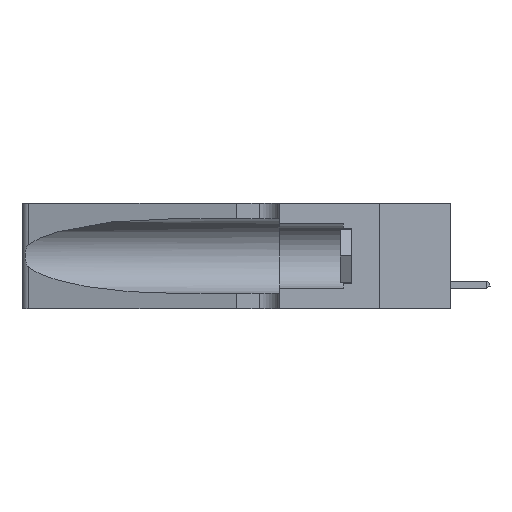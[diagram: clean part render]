
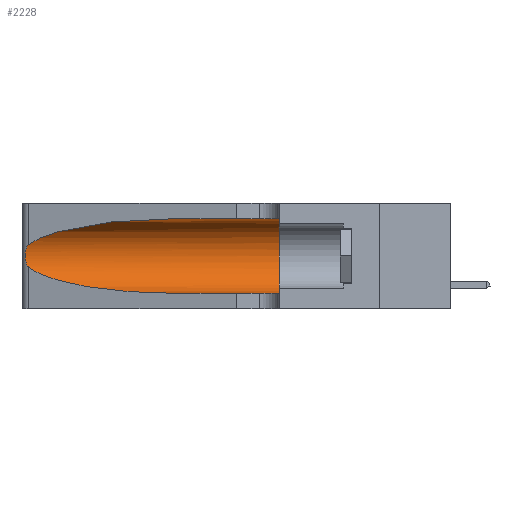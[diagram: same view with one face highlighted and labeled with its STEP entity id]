
A CAD part, left-side view. The second image highlights one B-rep face of the part: STEP entity #2228.
In plain terms, the highlighted cylindrical face has radius 3.308 mm (diameter 6.617 mm), a partial arc.
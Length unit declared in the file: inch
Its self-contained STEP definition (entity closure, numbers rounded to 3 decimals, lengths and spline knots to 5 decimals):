
#450 = CARTESIAN_POINT ( 'NONE',  ( 0.2373, 1.15595, 0.28018 ) ) ;
#519 = DIRECTION ( 'NONE',  ( 0., 0., 1. ) ) ;
#658 = CARTESIAN_POINT ( 'NONE',  ( 0.1305, 0.35, 0.31525 ) ) ;
#670 = EDGE_CURVE ( 'NONE', #15485, #37329, #20434, .T. ) ;
#705 = CARTESIAN_POINT ( 'NONE',  ( 0.2373, 1.15595, 0.08982 ) ) ;
#2228 = ADVANCED_FACE ( 'NONE', ( #35953 ), #35478, .F. ) ;
#3087 = CARTESIAN_POINT ( 'NONE',  ( 0.1305, 0.72297, 0.05475 ) ) ;
#3348 = DIRECTION ( 'NONE',  ( 0., 1., 0. ) ) ;
#4464 = CARTESIAN_POINT ( 'NONE',  ( 0.25854, 1.2359, 0.20912 ) ) ;
#5963 = VERTEX_POINT ( 'NONE', #36319 ) ;
#7050 = CARTESIAN_POINT ( 'NONE',  ( 0.1305, 0.72297, 0.05475 ) ) ;
#7474 = CARTESIAN_POINT ( 'NONE',  ( 0.26017, 1.23833, 0.17102 ) ) ;
#7854 = CARTESIAN_POINT ( 'NONE',  ( 0.25639, 1.23186, 0.15144 ) ) ;
#9037 = CARTESIAN_POINT ( 'NONE',  ( 0.25487, 1.22718, 0.14631 ) ) ;
#9149 = CARTESIAN_POINT ( 'NONE',  ( 0.1305, 0.35, 0.185 ) ) ;
#9594 = LINE ( 'NONE', #24078, #18365 ) ;
#10095 = CARTESIAN_POINT ( 'NONE',  ( 0.26075, 1.23896, 0.19203 ) ) ;
#10223 = CARTESIAN_POINT ( 'NONE',  ( 0.25639, 1.23184, 0.21858 ) ) ;
#11716 = DIRECTION ( 'NONE',  ( 0., -1., 0. ) ) ;
#12303 = VECTOR ( 'NONE', #17964, 39.37008 ) ;
#12492 = ORIENTED_EDGE ( 'NONE', *, *, #670, .F. ) ;
#13297 = CARTESIAN_POINT ( 'NONE',  ( 0.25789, 1.23486, 0.15765 ) ) ;
#14852 = AXIS2_PLACEMENT_3D ( 'NONE', #9149, #3348, #519 ) ;
#15093 = CARTESIAN_POINT ( 'NONE',  ( 0.25487, 1.22718, 0.22369 ) ) ;
#15333 = CARTESIAN_POINT ( 'NONE',  ( 0.25487, 1.22718, 0.14631 ) ) ;
#15485 = VERTEX_POINT ( 'NONE', #658 ) ;
#15731 = CARTESIAN_POINT ( 'NONE',  ( 0.26018, 1.23835, 0.19895 ) ) ;
#16643 = CARTESIAN_POINT ( 'NONE',  ( 0.25555, 1.22993, 0.14849 ) ) ;
#16780 = CARTESIAN_POINT ( 'NONE',  ( 0.25487, 1.22718, 0.14631 ) ) ;
#16793 =( BOUNDED_CURVE ( )  B_SPLINE_CURVE ( 3, ( #29086, #31881, #450, #15093 ),
 .UNSPECIFIED., .F., .F. ) 
 B_SPLINE_CURVE_WITH_KNOTS ( ( 4, 4 ),
 ( 1.5708, 2.84003 ),
 .UNSPECIFIED. ) 
 CURVE ( )  GEOMETRIC_REPRESENTATION_ITEM ( )  RATIONAL_B_SPLINE_CURVE ( ( 1., 0.87, 0.87, 1. ) ) 
 REPRESENTATION_ITEM ( '' )  );
#17642 = DIRECTION ( 'NONE',  ( 0., 0., -1. ) ) ;
#17964 = DIRECTION ( 'NONE',  ( 0., -1., 0. ) ) ;
#18365 = VECTOR ( 'NONE', #26151, 39.37008 ) ;
#19169 = ORIENTED_EDGE ( 'NONE', *, *, #22135, .T. ) ;
#19235 = EDGE_CURVE ( 'NONE', #5963, #15485, #9594, .T. ) ;
#20434 = CIRCLE ( 'NONE', #14852, 0.13025 ) ;
#20604 = AXIS2_PLACEMENT_3D ( 'NONE', #26308, #11716, #17642 ) ;
#21786 = ORIENTED_EDGE ( 'NONE', *, *, #19235, .F. ) ;
#21831 = CARTESIAN_POINT ( 'NONE',  ( 0.25787, 1.23484, 0.2124 ) ) ;
#22105 = CARTESIAN_POINT ( 'NONE',  ( 0.25487, 1.22718, 0.22369 ) ) ;
#22135 = EDGE_CURVE ( 'NONE', #36066, #37316, #31680, .T. ) ;
#24078 = CARTESIAN_POINT ( 'NONE',  ( 0.1305, 1.61858, 0.31525 ) ) ;
#24318 = LINE ( 'NONE', #35595, #12303 ) ;
#25082 = CARTESIAN_POINT ( 'NONE',  ( 0.26075, 1.23896, 0.178 ) ) ;
#26151 = DIRECTION ( 'NONE',  ( 0., -1., 0. ) ) ;
#26308 = CARTESIAN_POINT ( 'NONE',  ( 0.1305, 1.61858, 0.185 ) ) ;
#26762 = CARTESIAN_POINT ( 'NONE',  ( 0.25487, 1.22718, 0.22369 ) ) ;
#27754 = CARTESIAN_POINT ( 'NONE',  ( 0.25555, 1.22994, 0.2215 ) ) ;
#27890 = ORIENTED_EDGE ( 'NONE', *, *, #34677, .T. ) ;
#29086 = CARTESIAN_POINT ( 'NONE',  ( 0.1305, 0.72297, 0.31525 ) ) ;
#29483 = EDGE_CURVE ( 'NONE', #37316, #32166, #34509, .T. ) ;
#30163 = CARTESIAN_POINT ( 'NONE',  ( 0.18966, 0.96281, 0.05475 ) ) ;
#30944 = CARTESIAN_POINT ( 'NONE',  ( 0.25856, 1.23593, 0.16098 ) ) ;
#31680 = B_SPLINE_CURVE_WITH_KNOTS ( 'NONE', 3,
 ( #22105, #27754, #10223, #21831, #4464, #15731, #10095, #25082, #7474, #30944, #13297, #7854, #16643, #16780 ),
 .UNSPECIFIED., .F., .F.,
 ( 4, 2, 2, 2, 2, 2, 4 ),
 ( 0., 0.00027, 0.00053, 0.00107, 0.0016, 0.00187, 0.00214 ),
 .UNSPECIFIED. ) ;
#31881 = CARTESIAN_POINT ( 'NONE',  ( 0.18966, 0.96281, 0.31525 ) ) ;
#32084 = CARTESIAN_POINT ( 'NONE',  ( 0.1305, 0.35, 0.05475 ) ) ;
#32166 = VERTEX_POINT ( 'NONE', #3087 ) ;
#32981 = ORIENTED_EDGE ( 'NONE', *, *, #36685, .T. ) ;
#34509 =( BOUNDED_CURVE ( )  B_SPLINE_CURVE ( 3, ( #15333, #705, #30163, #7050 ),
 .UNSPECIFIED., .F., .T. ) 
 B_SPLINE_CURVE_WITH_KNOTS ( ( 4, 4 ),
 ( 3.44316, 4.71239 ),
 .UNSPECIFIED. ) 
 CURVE ( )  GEOMETRIC_REPRESENTATION_ITEM ( )  RATIONAL_B_SPLINE_CURVE ( ( 1., 0.87, 0.87, 1. ) ) 
 REPRESENTATION_ITEM ( '' )  );
#34677 = EDGE_CURVE ( 'NONE', #32166, #37329, #24318, .T. ) ;
#35478 = CYLINDRICAL_SURFACE ( 'NONE', #20604, 0.13025 ) ;
#35595 = CARTESIAN_POINT ( 'NONE',  ( 0.1305, 1.61858, 0.05475 ) ) ;
#35820 = EDGE_LOOP ( 'NONE', ( #32981, #19169, #37304, #27890, #12492, #21786 ) ) ;
#35953 = FACE_OUTER_BOUND ( 'NONE', #35820, .T. ) ;
#36066 = VERTEX_POINT ( 'NONE', #26762 ) ;
#36319 = CARTESIAN_POINT ( 'NONE',  ( 0.1305, 0.72297, 0.31525 ) ) ;
#36685 = EDGE_CURVE ( 'NONE', #5963, #36066, #16793, .T. ) ;
#37304 = ORIENTED_EDGE ( 'NONE', *, *, #29483, .T. ) ;
#37316 = VERTEX_POINT ( 'NONE', #9037 ) ;
#37329 = VERTEX_POINT ( 'NONE', #32084 ) ;
